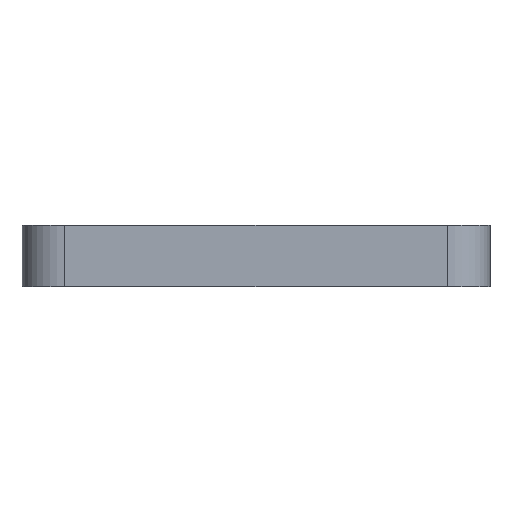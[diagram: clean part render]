
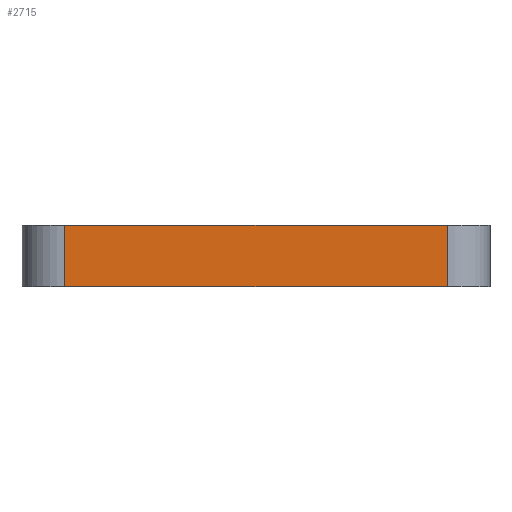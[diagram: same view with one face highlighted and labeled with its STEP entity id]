
A CAD part, front view. The second image highlights one B-rep face of the part: STEP entity #2715.
In plain terms, the highlighted planar face has unit normal (0, -1, 0).
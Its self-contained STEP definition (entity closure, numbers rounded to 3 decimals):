
#150=PLANE('',#2882);
#282=FACE_OUTER_BOUND('',#428,.T.);
#428=EDGE_LOOP('',(#2566,#2567,#2568,#2569));
#711=LINE('',#4138,#1074);
#727=LINE('',#4182,#1090);
#791=LINE('',#4317,#1154);
#792=LINE('',#4319,#1155);
#1074=VECTOR('',#3343,10.);
#1090=VECTOR('',#3391,10.);
#1154=VECTOR('',#3549,10.);
#1155=VECTOR('',#3552,10.);
#1387=VERTEX_POINT('',#4135);
#1388=VERTEX_POINT('',#4137);
#1399=VERTEX_POINT('',#4179);
#1400=VERTEX_POINT('',#4181);
#1715=EDGE_CURVE('',#1388,#1387,#711,.T.);
#1737=EDGE_CURVE('',#1399,#1400,#727,.T.);
#1806=EDGE_CURVE('',#1388,#1399,#791,.T.);
#1807=EDGE_CURVE('',#1387,#1400,#792,.T.);
#2566=ORIENTED_EDGE('',*,*,#1737,.F.);
#2567=ORIENTED_EDGE('',*,*,#1806,.F.);
#2568=ORIENTED_EDGE('',*,*,#1715,.T.);
#2569=ORIENTED_EDGE('',*,*,#1807,.T.);
#2715=ADVANCED_FACE('',(#282),#150,.T.);
#2882=AXIS2_PLACEMENT_3D('',#4318,#3550,#3551);
#3343=DIRECTION('',(1.,0.,0.));
#3391=DIRECTION('',(1.,0.,0.));
#3549=DIRECTION('',(0.,0.,1.));
#3550=DIRECTION('center_axis',(0.,-1.,0.));
#3551=DIRECTION('ref_axis',(1.,0.,0.));
#3552=DIRECTION('',(0.,0.,1.));
#4135=CARTESIAN_POINT('',(84.,-45.,2.));
#4137=CARTESIAN_POINT('',(-6.,-45.,2.));
#4138=CARTESIAN_POINT('',(16.5,-45.,2.));
#4179=CARTESIAN_POINT('',(-6.,-45.,16.5));
#4181=CARTESIAN_POINT('',(84.,-45.,16.5));
#4182=CARTESIAN_POINT('',(16.5,-45.,16.5));
#4317=CARTESIAN_POINT('',(-6.,-45.,0.));
#4318=CARTESIAN_POINT('Origin',(-6.,-45.,0.));
#4319=CARTESIAN_POINT('',(84.,-45.,0.));
